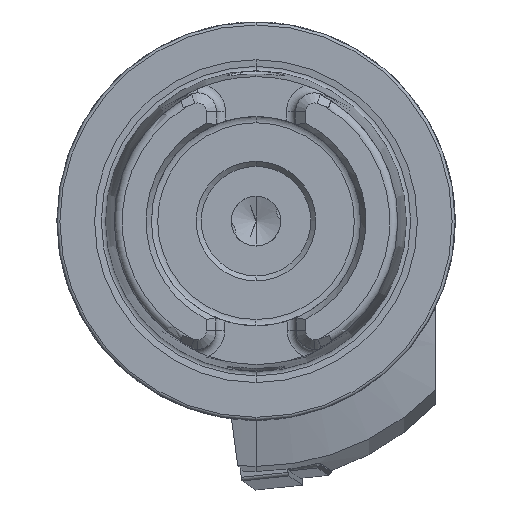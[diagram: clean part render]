
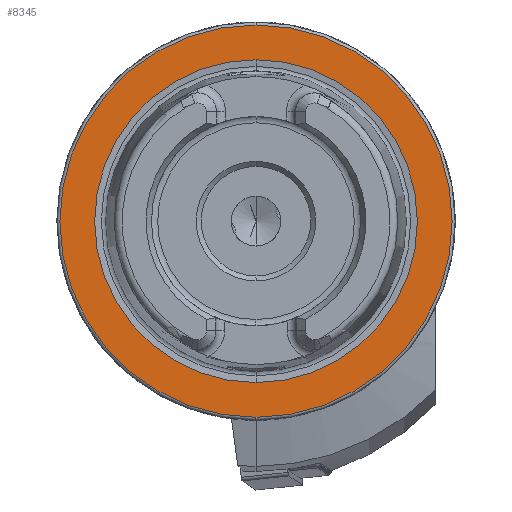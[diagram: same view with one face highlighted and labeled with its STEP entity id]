
A CAD part, left-side view. The second image highlights one B-rep face of the part: STEP entity #8345.
In plain terms, the highlighted planar face has unit normal (-1, 0, 0).
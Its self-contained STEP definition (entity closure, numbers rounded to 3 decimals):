
#768 = AXIS2_PLACEMENT_3D ( 'NONE', #11217, #11225, #11226 ) ;
#976 = AXIS2_PLACEMENT_3D ( 'NONE', #4502, #4503, #4504 ) ;
#1002 = AXIS2_PLACEMENT_3D ( 'NONE', #4698, #4699, #4700 ) ;
#1042 = AXIS2_PLACEMENT_3D ( 'NONE', #12679, #12680, #12681 ) ;
#1386 = CARTESIAN_POINT ( 'NONE',  ( 0., 0., 19.7 ) ) ;
#1482 = CARTESIAN_POINT ( 'NONE',  ( 0., 0., -19.7 ) ) ;
#3840 = VERTEX_POINT ( 'NONE', #1386 ) ;
#3936 = VERTEX_POINT ( 'NONE', #1482 ) ;
#4074 = EDGE_LOOP ( 'NONE', ( #7609, #7610 ) ) ;
#4502 = CARTESIAN_POINT ( 'NONE',  ( 0., 0., 0. ) ) ;
#4503 = DIRECTION ( 'NONE',  ( -1., 0., 0. ) ) ;
#4504 = DIRECTION ( 'NONE',  ( 0., 0., 1. ) ) ;
#4698 = CARTESIAN_POINT ( 'NONE',  ( 0., 0., 0. ) ) ;
#4699 = DIRECTION ( 'NONE',  ( -1., 0., 0. ) ) ;
#4700 = DIRECTION ( 'NONE',  ( 0., 0., 1. ) ) ;
#4993 = AXIS2_PLACEMENT_3D ( 'NONE', #10494, #10495, #10496 ) ;
#5252 = EDGE_CURVE ( 'NONE', #3936, #3840, #8038, .T. ) ;
#5292 = EDGE_LOOP ( 'NONE', ( #7607, #7608 ) ) ;
#6119 = FACE_OUTER_BOUND ( 'NONE', #4074, .T. ) ;
#6121 = FACE_BOUND ( 'NONE', #5292, .T. ) ;
#6678 = CIRCLE ( 'NONE', #976, 16.207 ) ;
#6735 = CIRCLE ( 'NONE', #1002, 19.7 ) ;
#6841 = CIRCLE ( 'NONE', #1042, 16.207 ) ;
#7607 = ORIENTED_EDGE ( 'NONE', *, *, #9606, .F. ) ;
#7608 = ORIENTED_EDGE ( 'NONE', *, *, #9457, .F. ) ;
#7609 = ORIENTED_EDGE ( 'NONE', *, *, #9504, .T. ) ;
#7610 = ORIENTED_EDGE ( 'NONE', *, *, #5252, .T. ) ;
#8038 = CIRCLE ( 'NONE', #4993, 19.7 ) ;
#8345 = ADVANCED_FACE ( 'NONE', ( #6121, #6119 ), #11223, .F. ) ;
#9457 = EDGE_CURVE ( 'NONE', #13139, #13128, #6678, .T. ) ;
#9504 = EDGE_CURVE ( 'NONE', #3840, #3936, #6735, .T. ) ;
#9606 = EDGE_CURVE ( 'NONE', #13128, #13139, #6841, .T. ) ;
#10494 = CARTESIAN_POINT ( 'NONE',  ( 0., 0., 0. ) ) ;
#10495 = DIRECTION ( 'NONE',  ( -1., 0., 0. ) ) ;
#10496 = DIRECTION ( 'NONE',  ( 0., 0., 1. ) ) ;
#11217 = CARTESIAN_POINT ( 'NONE',  ( 0., 19.7, 0. ) ) ;
#11223 = PLANE ( 'NONE',  #768 ) ;
#11225 = DIRECTION ( 'NONE',  ( 1., 0., 0. ) ) ;
#11226 = DIRECTION ( 'NONE',  ( 0., 0., -1. ) ) ;
#11577 = CARTESIAN_POINT ( 'NONE',  ( 0., 0., 16.207 ) ) ;
#11582 = CARTESIAN_POINT ( 'NONE',  ( 0., 0., -16.207 ) ) ;
#12679 = CARTESIAN_POINT ( 'NONE',  ( 0., 0., 0. ) ) ;
#12680 = DIRECTION ( 'NONE',  ( -1., 0., 0. ) ) ;
#12681 = DIRECTION ( 'NONE',  ( 0., 0., 1. ) ) ;
#13128 = VERTEX_POINT ( 'NONE', #11577 ) ;
#13139 = VERTEX_POINT ( 'NONE', #11582 ) ;
